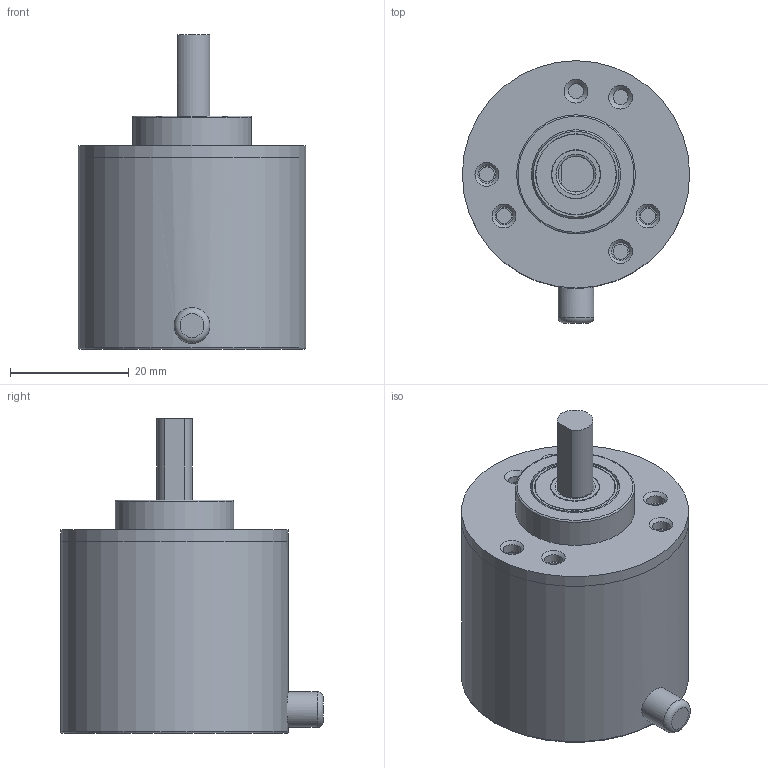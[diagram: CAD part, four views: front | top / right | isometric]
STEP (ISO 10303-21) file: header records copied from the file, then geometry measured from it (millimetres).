
FILE_DESCRIPTION(/* description */ (''),/* implementation_level */ '2;1');
FILE_NAME(/* name */ 'ROTARY ENCODER orange.step',/* time_stamp */ '2024-05-12T12:49:29+05:30',/* author */ (''),/* organization */ (''),/* preprocessor_version */ 'ST-DEVELOPER v20',/* originating_system */ 'Autodesk Translation Framework v12.20.1.177',/* authorisation */ '');
FILE_SCHEMA (('AUTOMOTIVE_DESIGN { 1 0 10303 214 3 1 1 }'));
Length unit declared in the file: millimetre
Products named in the file (3): ROTARY ENCODER rohit; Component1; 4668K121_Permanently Lubricated Stainless Steel Ball Bearing
Assembly tree (2 placements, depth 2):
  ROTARY ENCODER rohit
    Component1
    4668K121_Permanently Lubricated Stainless Steel Ball Bearing
Bounding box: 38.25 x 44.12 x 52.95 mm (x, y, z)
Volume: 40625.5 mm3; surface area: 11329.4 mm2
Topology: 14 solids, 14 shells, 94 faces, 188 edges, 120 vertices
Faces by surface type: cylinder 34, plane 34, cone 10, torus 9, sphere 7
Full cylindrical faces by diameter (mm): 2.529 x8, 3 x4, 6 x2, 7.8 x2, 8 x1, 8.25 x3, 13.5 x3, 15 x2, 20 x1, 38.25 x2
Entity records: 2552 total; most frequent: DIRECTION 476, CARTESIAN_POINT 427, ORIENTED_EDGE 348, AXIS2_PLACEMENT_3D 205, EDGE_CURVE 174, EDGE_LOOP 126, VERTEX_POINT 120, CIRCLE 106
